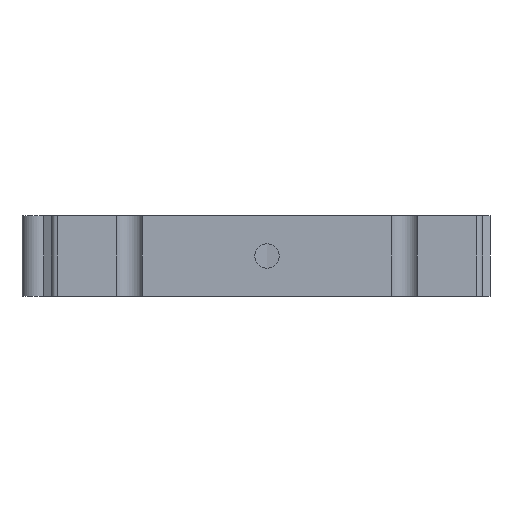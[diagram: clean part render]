
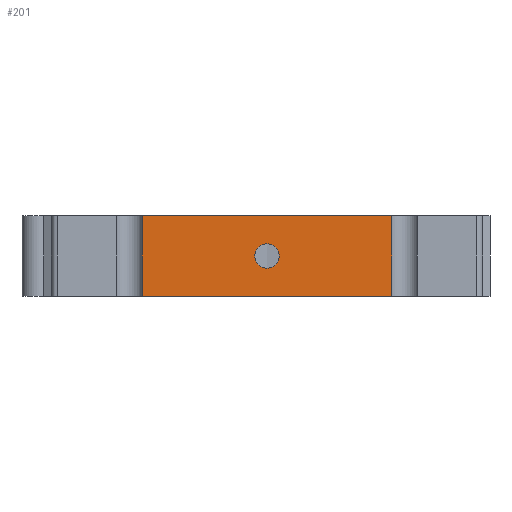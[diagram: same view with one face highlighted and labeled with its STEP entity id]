
A CAD part, front view. The second image highlights one B-rep face of the part: STEP entity #201.
In plain terms, the highlighted planar face has unit normal (0, -1, 0).
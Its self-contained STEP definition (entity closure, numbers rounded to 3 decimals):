
#201 = ADVANCED_FACE( '', ( #466, #467 ), #468, .F. );
#466 = FACE_BOUND( '', #795, .T. );
#467 = FACE_OUTER_BOUND( '', #796, .T. );
#468 = PLANE( '', #797 );
#795 = EDGE_LOOP( '', ( #1403 ) );
#796 = EDGE_LOOP( '', ( #1404, #1405, #1406, #1407 ) );
#797 = AXIS2_PLACEMENT_3D( '', #1408, #1409, #1410 );
#1403 = ORIENTED_EDGE( '', *, *, #2245, .F. );
#1404 = ORIENTED_EDGE( '', *, *, #2157, .T. );
#1405 = ORIENTED_EDGE( '', *, *, #2246, .F. );
#1406 = ORIENTED_EDGE( '', *, *, #2190, .F. );
#1407 = ORIENTED_EDGE( '', *, *, #2234, .T. );
#1408 = CARTESIAN_POINT( '', ( -43.667, -75., 14. ) );
#1409 = DIRECTION( '', ( 0., 1., 0. ) );
#1410 = DIRECTION( '', ( 0., 0., 1. ) );
#2157 = EDGE_CURVE( '', #2661, #2659, #2662, .T. );
#2190 = EDGE_CURVE( '', #2717, #2719, #2720, .T. );
#2234 = EDGE_CURVE( '', #2717, #2661, #2784, .T. );
#2245 = EDGE_CURVE( '', #2798, #2798, #2799, .T. );
#2246 = EDGE_CURVE( '', #2719, #2659, #2800, .T. );
#2659 = VERTEX_POINT( '', #3368 );
#2661 = VERTEX_POINT( '', #3370 );
#2662 = LINE( '', #3371, #3372 );
#2717 = VERTEX_POINT( '', #3450 );
#2719 = VERTEX_POINT( '', #3452 );
#2720 = LINE( '', #3453, #3454 );
#2784 = LINE( '', #3562, #3563 );
#2798 = VERTEX_POINT( '', #3582 );
#2799 = CIRCLE( '', #3583, 4.25 );
#2800 = LINE( '', #3584, #3585 );
#3368 = CARTESIAN_POINT( '', ( 43.667, -75., -14. ) );
#3370 = CARTESIAN_POINT( '', ( -43.667, -75., -14. ) );
#3371 = CARTESIAN_POINT( '', ( -43.667, -75., -14. ) );
#3372 = VECTOR( '', #4203, 1000. );
#3450 = CARTESIAN_POINT( '', ( -43.667, -75., 14. ) );
#3452 = CARTESIAN_POINT( '', ( 43.667, -75., 14. ) );
#3453 = CARTESIAN_POINT( '', ( -43.667, -75., 14. ) );
#3454 = VECTOR( '', #4251, 1000. );
#3562 = CARTESIAN_POINT( '', ( -43.667, -75., 14. ) );
#3563 = VECTOR( '', #4309, 1000. );
#3582 = CARTESIAN_POINT( '', ( 0., -75., -4.25 ) );
#3583 = AXIS2_PLACEMENT_3D( '', #4321, #4322, #4323 );
#3584 = CARTESIAN_POINT( '', ( 43.667, -75., 14. ) );
#3585 = VECTOR( '', #4324, 1000. );
#4203 = DIRECTION( '', ( 1., 0., 0. ) );
#4251 = DIRECTION( '', ( 1., 0., 0. ) );
#4309 = DIRECTION( '', ( 0., 0., -1. ) );
#4321 = CARTESIAN_POINT( '', ( 0., -75., 0. ) );
#4322 = DIRECTION( '', ( 0., -1., 0. ) );
#4323 = DIRECTION( '', ( 0., 0., -1. ) );
#4324 = DIRECTION( '', ( 0., 0., -1. ) );
